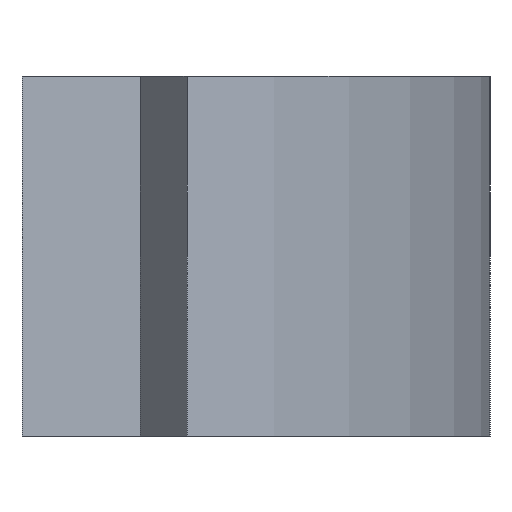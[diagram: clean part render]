
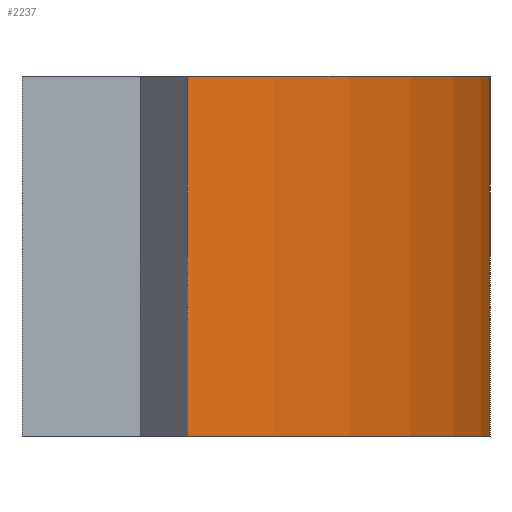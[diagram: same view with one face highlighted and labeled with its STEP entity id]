
A CAD part, left-side view. The second image highlights one B-rep face of the part: STEP entity #2237.
In plain terms, the highlighted cylindrical face has radius 23 mm (diameter 46 mm), a partial arc.
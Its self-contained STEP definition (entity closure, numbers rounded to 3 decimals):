
#26=CYLINDRICAL_SURFACE('',#2388,23.);
#71=CIRCLE('',#2316,23.);
#94=CIRCLE('',#2389,23.);
#187=FACE_OUTER_BOUND('',#314,.T.);
#314=EDGE_LOOP('',(#1901,#1902,#1903,#1904));
#610=LINE('',#3519,#895);
#613=LINE('',#3526,#898);
#895=VECTOR('',#2893,23.);
#898=VECTOR('',#2902,10.);
#1087=VERTEX_POINT('',#3327);
#1089=VERTEX_POINT('',#3330);
#1113=VERTEX_POINT('',#3516);
#1115=VERTEX_POINT('',#3524);
#1294=EDGE_CURVE('',#1089,#1087,#71,.T.);
#1409=EDGE_CURVE('',#1087,#1113,#610,.T.);
#1412=EDGE_CURVE('',#1113,#1115,#94,.T.);
#1413=EDGE_CURVE('',#1115,#1089,#613,.T.);
#1901=ORIENTED_EDGE('',*,*,#1294,.T.);
#1902=ORIENTED_EDGE('',*,*,#1409,.T.);
#1903=ORIENTED_EDGE('',*,*,#1412,.T.);
#1904=ORIENTED_EDGE('',*,*,#1413,.T.);
#2237=ADVANCED_FACE('',(#187),#26,.T.);
#2316=AXIS2_PLACEMENT_3D('',#3331,#2659,#2660);
#2388=AXIS2_PLACEMENT_3D('',#3523,#2898,#2899);
#2389=AXIS2_PLACEMENT_3D('',#3525,#2900,#2901);
#2659=DIRECTION('center_axis',(0.,0.,1.));
#2660=DIRECTION('ref_axis',(-0.828,-0.561,0.));
#2893=DIRECTION('',(0.,0.,1.));
#2898=DIRECTION('center_axis',(0.,0.,1.));
#2899=DIRECTION('ref_axis',(-0.828,-0.561,0.));
#2900=DIRECTION('center_axis',(0.,0.,-1.));
#2901=DIRECTION('ref_axis',(-0.828,-0.561,0.));
#2902=DIRECTION('',(0.,0.,-1.));
#3327=CARTESIAN_POINT('',(19.04,-15.6,0.));
#3330=CARTESIAN_POINT('',(0.,-5.502,0.));
#3331=CARTESIAN_POINT('Origin',(19.04,7.4,0.));
#3516=CARTESIAN_POINT('',(19.04,-15.6,12.));
#3519=CARTESIAN_POINT('',(19.04,-15.6,0.));
#3523=CARTESIAN_POINT('Origin',(19.04,7.4,0.));
#3524=CARTESIAN_POINT('',(0.,-5.502,12.));
#3525=CARTESIAN_POINT('Origin',(19.04,7.4,12.));
#3526=CARTESIAN_POINT('',(0.,-5.502,0.));
